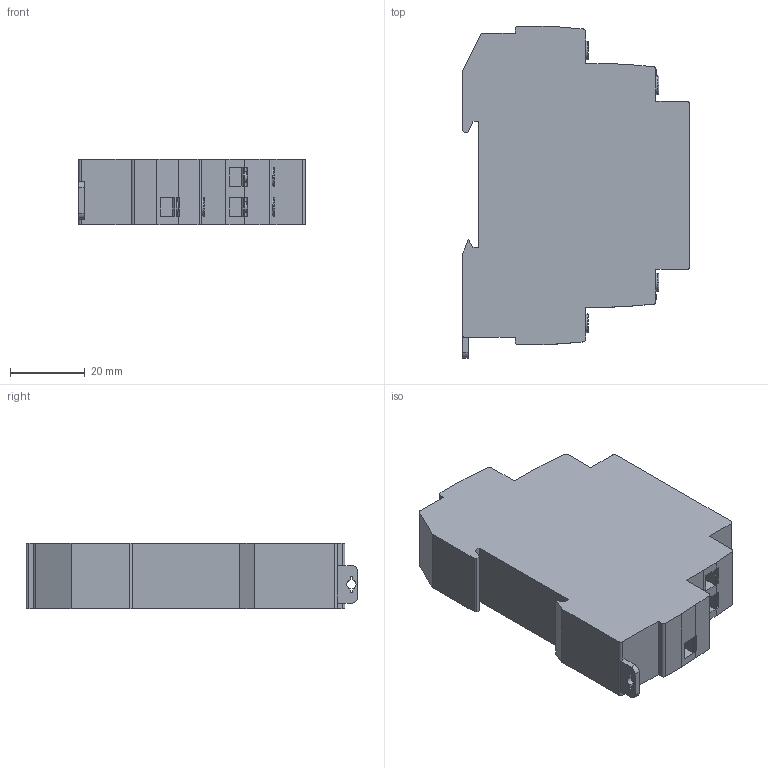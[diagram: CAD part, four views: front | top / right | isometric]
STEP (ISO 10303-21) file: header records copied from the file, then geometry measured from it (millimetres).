
FILE_DESCRIPTION((''),'2;1');
FILE_NAME('119-9003','2024-06-12T09:17:49',('U434391'),('DANFOSS COMMERCIAL COMPRESSOR'),'CREO PARAMETRIC BY PTC INC, 2022124','CREO PARAMETRIC BY PTC INC, 2022124','');
FILE_SCHEMA(('CONFIG_CONTROL_DESIGN'));
Length unit declared in the file: millimetre
Products named in the file (1): 119-9003
Bounding box: 60.8 x 88.92 x 17.5 mm (x, y, z)
Volume: 72511.2 mm3; surface area: 15574.3 mm2
Topology: 1 solids, 1 shells, 485 faces, 1303 edges, 861 vertices
Faces by surface type: plane 419, cylinder 54, torus 12
Entity records: 15008 total; most frequent: CARTESIAN_POINT 2652, ORIENTED_EDGE 2606, DIRECTION 2400, EDGE_CURVE 1303, VECTOR 1174, LINE 1174, VERTEX_POINT 861, AXIS2_PLACEMENT_3D 613
